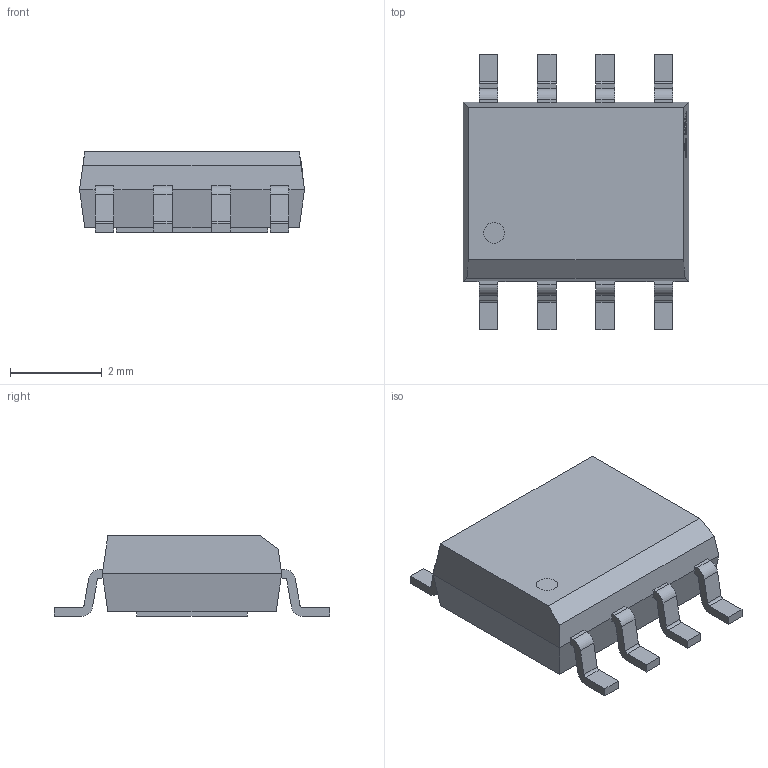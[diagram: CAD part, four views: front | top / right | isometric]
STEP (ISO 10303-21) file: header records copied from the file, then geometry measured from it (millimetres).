
FILE_DESCRIPTION (( 'STEP AP214' ), '1' );
FILE_NAME ('ESOP-8_L4.9-W3.9-P1.27-LS6.0-TL-EP3.3.STEP', '2023-01-15T02:33:00', ( '' ), ( '' ), 'SwSTEP 2.0', 'SolidWorks 2020', '' );
FILE_SCHEMA (( 'AUTOMOTIVE_DESIGN' ));
Length unit declared in the file: millimetre
Products named in the file (1): ESOP-8_L4.9-W3.9-P1.27-LS6.0-TL-EP3.3
Bounding box: 4.9 x 6 x 1.75 mm (x, y, z)
Volume: 31.5 mm3; surface area: 79.2 mm2
Topology: 1 solids, 1 shells, 347 faces, 968 edges, 644 vertices
Faces by surface type: plane 215, bspline 98, cylinder 34
Entity records: 15421 total; most frequent: CARTESIAN_POINT 3266, ORIENTED_EDGE 1936, DIRECTION 1336, EDGE_CURVE 968, VECTOR 700, LINE 700, VERTEX_POINT 644, EDGE_LOOP 368
